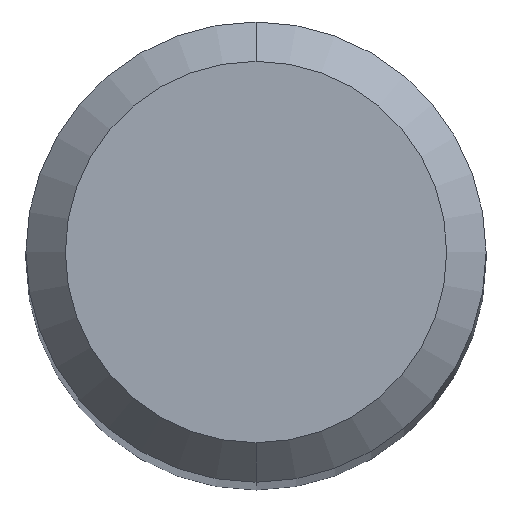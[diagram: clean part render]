
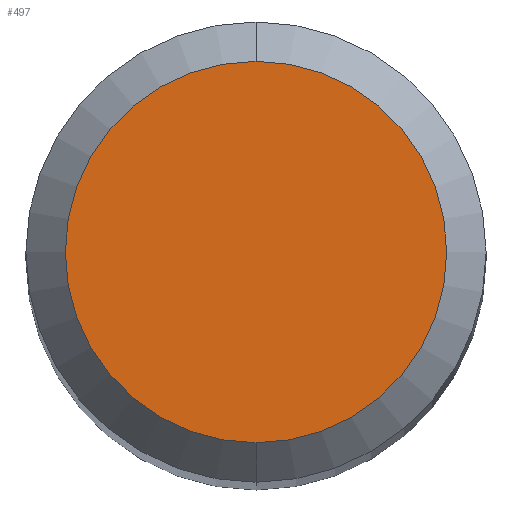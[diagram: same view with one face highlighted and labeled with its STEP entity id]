
A CAD part, top view. The second image highlights one B-rep face of the part: STEP entity #497.
In plain terms, the highlighted planar face has unit normal (0, 0, 1).
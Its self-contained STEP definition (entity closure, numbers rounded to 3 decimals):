
#241=EDGE_CURVE('',#367,#495,#628,.T.);
#367=VERTEX_POINT('',#767);
#495=VERTEX_POINT('',#911);
#497=ADVANCED_FACE('',(#913),#914,.T.);
#579=EDGE_CURVE('',#495,#367,#1006,.T.);
#628=CIRCLE('',#1086,1.45);
#767=CARTESIAN_POINT('',(0.0,1.45,0.0));
#911=CARTESIAN_POINT('',(0.,-1.45,0.0));
#913=FACE_OUTER_BOUND('',#1577,.T.);
#914=PLANE('',#1578);
#1006=CIRCLE('',#1767,1.45);
#1086=AXIS2_PLACEMENT_3D('',#1785,#1786,#1787);
#1577=EDGE_LOOP('',(#2122,#2123));
#1578=AXIS2_PLACEMENT_3D('',#2124,#2125,#2126);
#1767=AXIS2_PLACEMENT_3D('',#2242,#2243,#2244);
#1785=CARTESIAN_POINT('',(0.0,0.0,0.0));
#1786=DIRECTION('',(0.0,0.0,-1.0));
#1787=DIRECTION('',(0.0,1.0,0.0));
#2122=ORIENTED_EDGE('',*,*,#241,.F.);
#2123=ORIENTED_EDGE('',*,*,#579,.F.);
#2124=CARTESIAN_POINT('',(0.0,0.725,0.0));
#2125=DIRECTION('',(-0.0,0.0,1.0));
#2126=DIRECTION('',(0.0,-1.0,0.0));
#2242=CARTESIAN_POINT('',(0.0,0.0,0.0));
#2243=DIRECTION('',(0.0,0.0,-1.0));
#2244=DIRECTION('',(0.0,1.0,0.0));
